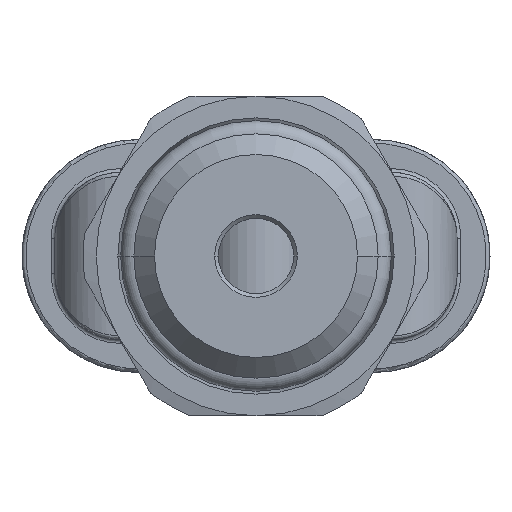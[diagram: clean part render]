
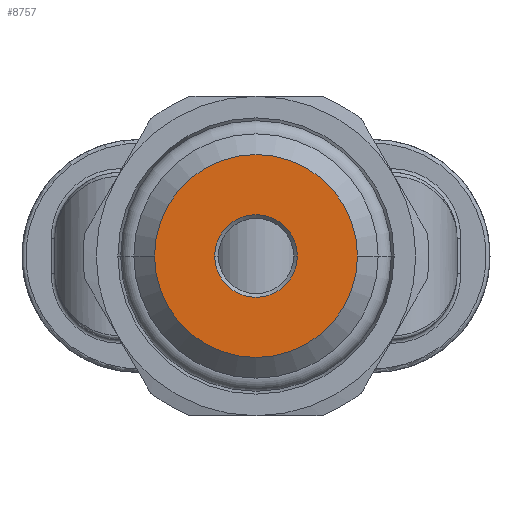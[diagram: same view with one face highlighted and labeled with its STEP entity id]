
A CAD part, front view. The second image highlights one B-rep face of the part: STEP entity #8757.
In plain terms, the highlighted planar face has unit normal (0, -1, 0).
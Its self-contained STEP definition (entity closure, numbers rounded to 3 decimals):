
#2613=CARTESIAN_POINT('',(0.,-13.,0.));
#2614=DIRECTION('',(0.,1.,0.));
#2615=DIRECTION('',(-1.,0.,0.));
#2616=AXIS2_PLACEMENT_3D('',#2613,#2614,#2615);
#2618=CARTESIAN_POINT('',(0.,-13.,0.));
#2619=DIRECTION('',(0.,1.,0.));
#2620=DIRECTION('',(1.,0.,0.));
#2621=AXIS2_PLACEMENT_3D('',#2618,#2619,#2620);
#2623=CARTESIAN_POINT('',(0.,-13.,0.));
#2624=DIRECTION('',(0.,-1.,0.));
#2625=DIRECTION('',(1.,0.,0.));
#2626=AXIS2_PLACEMENT_3D('',#2623,#2624,#2625);
#2628=CARTESIAN_POINT('',(0.,-13.,0.));
#2629=DIRECTION('',(0.,-1.,0.));
#2630=DIRECTION('',(-1.,0.,0.));
#2631=AXIS2_PLACEMENT_3D('',#2628,#2629,#2630);
#4174=CARTESIAN_POINT('',(-5.4,-13.,0.));
#4175=CARTESIAN_POINT('',(5.4,-13.,0.));
#4176=VERTEX_POINT('',#4174);
#4177=VERTEX_POINT('',#4175);
#4182=CARTESIAN_POINT('',(2.2,-13.,0.));
#4183=VERTEX_POINT('',#4182);
#4184=CARTESIAN_POINT('',(-2.2,-13.,0.));
#4185=VERTEX_POINT('',#4184);
#8741=CARTESIAN_POINT('',(0.,-13.,0.));
#8742=DIRECTION('',(0.,1.,0.));
#8743=DIRECTION('',(0.,0.,1.));
#8744=AXIS2_PLACEMENT_3D('',#8741,#8742,#8743);
#8745=PLANE('',#8744);
#8747=ORIENTED_EDGE('',*,*,#8746,.T.);
#8748=ORIENTED_EDGE('',*,*,#8731,.T.);
#8749=EDGE_LOOP('',(#8747,#8748));
#8750=FACE_OUTER_BOUND('',#8749,.F.);
#8752=ORIENTED_EDGE('',*,*,#8751,.T.);
#8754=ORIENTED_EDGE('',*,*,#8753,.T.);
#8755=EDGE_LOOP('',(#8752,#8754));
#8756=FACE_BOUND('',#8755,.F.);
#8757=ADVANCED_FACE('',(#8750,#8756),#8745,.F.);
#2617=CIRCLE('',#2616,5.4);
#2622=CIRCLE('',#2621,5.4);
#2627=CIRCLE('',#2626,2.2);
#2632=CIRCLE('',#2631,2.2);
#8731=EDGE_CURVE('',#4177,#4176,#2622,.T.);
#8746=EDGE_CURVE('',#4176,#4177,#2617,.T.);
#8751=EDGE_CURVE('',#4183,#4185,#2627,.T.);
#8753=EDGE_CURVE('',#4185,#4183,#2632,.T.);
